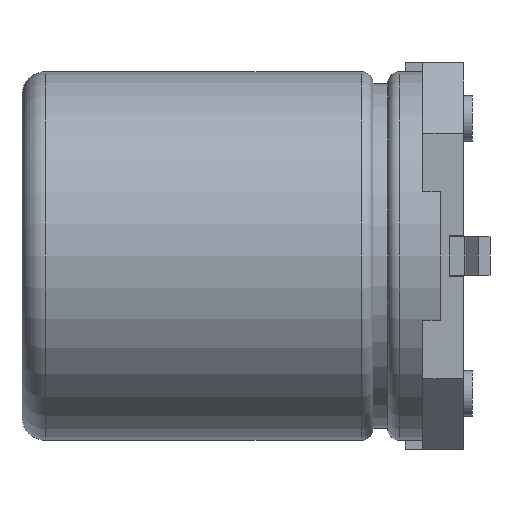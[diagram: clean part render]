
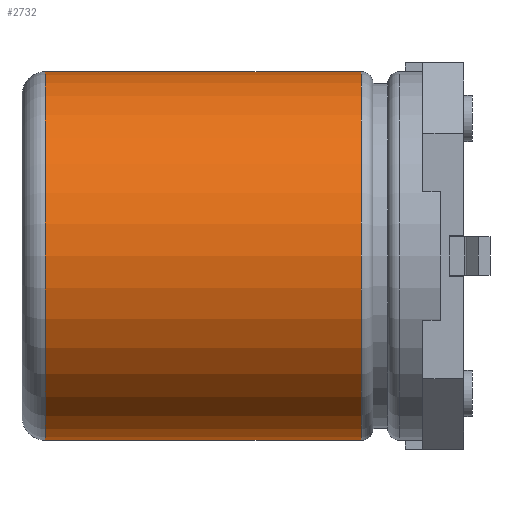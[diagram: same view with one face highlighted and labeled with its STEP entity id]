
A CAD part, left-side view. The second image highlights one B-rep face of the part: STEP entity #2732.
In plain terms, the highlighted cylindrical face has radius 3.15 mm (diameter 6.3 mm), a partial arc.
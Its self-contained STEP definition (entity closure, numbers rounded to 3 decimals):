
#9 = CARTESIAN_POINT ( 'NONE',  ( 0., 1.75, -3.15 ) ) ;
#44 = DIRECTION ( 'NONE',  ( 0., 1., 0. ) ) ;
#68 = CARTESIAN_POINT ( 'NONE',  ( 0., 7.15, 3.15 ) ) ;
#76 = EDGE_CURVE ( 'NONE', #2134, #798, #2423, .T. ) ;
#133 = DIRECTION ( 'NONE',  ( 0., 1., 0. ) ) ;
#198 = CARTESIAN_POINT ( 'NONE',  ( 0., 7.15, -3.15 ) ) ;
#232 = VECTOR ( 'NONE', #1056, 1000. ) ;
#280 = ORIENTED_EDGE ( 'NONE', *, *, #1057, .F. ) ;
#470 = AXIS2_PLACEMENT_3D ( 'NONE', #1523, #133, #1755 ) ;
#576 = FACE_OUTER_BOUND ( 'NONE', #1293, .T. ) ;
#577 = ORIENTED_EDGE ( 'NONE', *, *, #984, .F. ) ;
#637 = CIRCLE ( 'NONE', #470, 3.15 ) ;
#643 = ORIENTED_EDGE ( 'NONE', *, *, #2162, .T. ) ;
#645 = CARTESIAN_POINT ( 'NONE',  ( 0., 1.75, 3.15 ) ) ;
#727 = CYLINDRICAL_SURFACE ( 'NONE', #2575, 3.15 ) ;
#798 = VERTEX_POINT ( 'NONE', #68 ) ;
#813 = DIRECTION ( 'NONE',  ( 0., 1., 0. ) ) ;
#958 = CARTESIAN_POINT ( 'NONE',  ( 0., 6.19, 3.15 ) ) ;
#984 = EDGE_CURVE ( 'NONE', #1850, #1782, #1063, .T. ) ;
#1056 = DIRECTION ( 'NONE',  ( 0., 1., 0. ) ) ;
#1057 = EDGE_CURVE ( 'NONE', #1782, #798, #637, .T. ) ;
#1063 = LINE ( 'NONE', #1944, #232 ) ;
#1160 = CARTESIAN_POINT ( 'NONE',  ( 0., 1.75, 0. ) ) ;
#1293 = EDGE_LOOP ( 'NONE', ( #577, #643, #2681, #280 ) ) ;
#1401 = DIRECTION ( 'NONE',  ( 0., 0., 1. ) ) ;
#1523 = CARTESIAN_POINT ( 'NONE',  ( 0., 7.15, 0. ) ) ;
#1755 = DIRECTION ( 'NONE',  ( 0., 0., 1. ) ) ;
#1782 = VERTEX_POINT ( 'NONE', #198 ) ;
#1850 = VERTEX_POINT ( 'NONE', #9 ) ;
#1944 = CARTESIAN_POINT ( 'NONE',  ( 0., 6.19, -3.15 ) ) ;
#2134 = VERTEX_POINT ( 'NONE', #645 ) ;
#2162 = EDGE_CURVE ( 'NONE', #1850, #2134, #2353, .T. ) ;
#2177 = CARTESIAN_POINT ( 'NONE',  ( 0., 6.19, 0. ) ) ;
#2294 = DIRECTION ( 'NONE',  ( 0., 1., 0. ) ) ;
#2353 = CIRCLE ( 'NONE', #2801, 3.15 ) ;
#2402 = DIRECTION ( 'NONE',  ( 0., 0., 1. ) ) ;
#2423 = LINE ( 'NONE', #958, #2706 ) ;
#2575 = AXIS2_PLACEMENT_3D ( 'NONE', #2177, #813, #2402 ) ;
#2681 = ORIENTED_EDGE ( 'NONE', *, *, #76, .T. ) ;
#2706 = VECTOR ( 'NONE', #44, 1000. ) ;
#2732 = ADVANCED_FACE ( 'NONE', ( #576 ), #727, .T. ) ;
#2801 = AXIS2_PLACEMENT_3D ( 'NONE', #1160, #2294, #1401 ) ;
